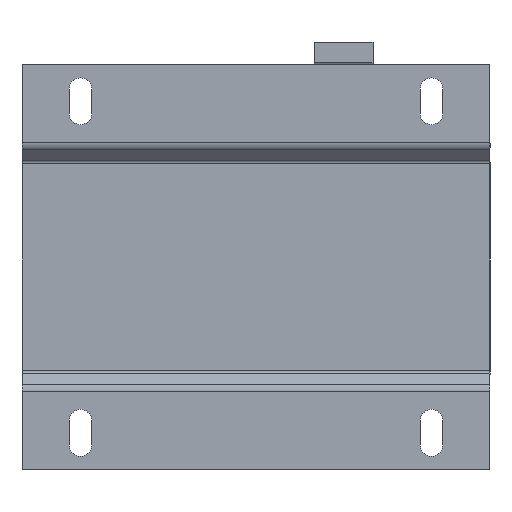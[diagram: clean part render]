
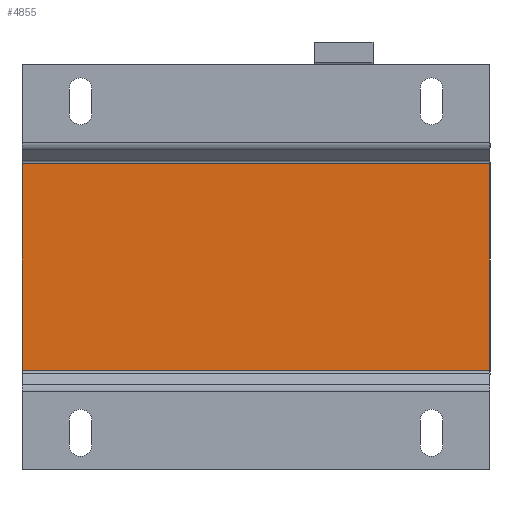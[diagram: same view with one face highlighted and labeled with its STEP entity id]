
A CAD part, front view. The second image highlights one B-rep face of the part: STEP entity #4855.
In plain terms, the highlighted planar face has unit normal (0, -1, 0).
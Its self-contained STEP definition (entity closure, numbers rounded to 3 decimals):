
#234 = VECTOR ( 'NONE', #2318, 1000. ) ;
#346 = CARTESIAN_POINT ( 'NONE',  ( -60., -51.5, -26.5 ) ) ;
#355 = DIRECTION ( 'NONE',  ( 1., 0., 0. ) ) ;
#652 = CARTESIAN_POINT ( 'NONE',  ( 0., -51.5, 26.5 ) ) ;
#1137 = CARTESIAN_POINT ( 'NONE',  ( 60., -51.5, -26.5 ) ) ;
#1300 = CARTESIAN_POINT ( 'NONE',  ( 0., -51.5, 0. ) ) ;
#1941 = PLANE ( 'NONE',  #3554 ) ;
#2214 = VECTOR ( 'NONE', #3695, 1000. ) ;
#2227 = VERTEX_POINT ( 'NONE', #3726 ) ;
#2318 = DIRECTION ( 'NONE',  ( 0., 0., 1. ) ) ;
#2474 = DIRECTION ( 'NONE',  ( 0., 0., -1. ) ) ;
#2871 = EDGE_CURVE ( 'Defeature ausgef�hrt1_77+Defeature ausgef�hrt1_78+Defeature ausgef�hrt1_97+Defeature ausgef�hrt1_84', #3450, #6827, #3239, .T. ) ;
#3239 = LINE ( 'NONE', #4862, #2214 ) ;
#3450 = VERTEX_POINT ( 'NONE', #6423 ) ;
#3534 = LINE ( 'NONE', #4588, #234 ) ;
#3554 = AXIS2_PLACEMENT_3D ( 'NONE', #1300, #6019, #2474 ) ;
#3583 = VECTOR ( 'NONE', #6516, 1000. ) ;
#3695 = DIRECTION ( 'NONE',  ( 0., 0., -1. ) ) ;
#3719 = ORIENTED_EDGE ( 'NONE', *, *, #5524, .T. ) ;
#3726 = CARTESIAN_POINT ( 'NONE',  ( -60., -51.5, 26.5 ) ) ;
#4086 = EDGE_LOOP ( 'NONE', ( #5792, #4716, #3719, #7008 ) ) ;
#4588 = CARTESIAN_POINT ( 'NONE',  ( -60., -51.5, -52. ) ) ;
#4716 = ORIENTED_EDGE ( 'NONE', *, *, #7388, .F. ) ;
#4855 = ADVANCED_FACE ( 'Defeature ausgef�hrt1_78', ( #6296 ), #1941, .F. ) ;
#4862 = CARTESIAN_POINT ( 'NONE',  ( 60., -51.5, -52. ) ) ;
#5524 = EDGE_CURVE ( 'Defeature ausgef�hrt1_78+Defeature ausgef�hrt1_85+Defeature ausgef�hrt1_76+Defeature ausgef�hrt1_77', #6070, #6827, #6659, .T. ) ;
#5560 = VECTOR ( 'NONE', #355, 1000. ) ;
#5564 = CARTESIAN_POINT ( 'NONE',  ( 0., -51.5, -26.5 ) ) ;
#5736 = EDGE_CURVE ( 'Defeature ausgef�hrt1_98+Defeature ausgef�hrt1_78+Defeature ausgef�hrt1_96+Defeature ausgef�hrt1_97', #2227, #3450, #6182, .T. ) ;
#5792 = ORIENTED_EDGE ( 'NONE', *, *, #5736, .F. ) ;
#6019 = DIRECTION ( 'NONE',  ( 0., 1., 0. ) ) ;
#6070 = VERTEX_POINT ( 'NONE', #346 ) ;
#6182 = LINE ( 'NONE', #652, #3583 ) ;
#6296 = FACE_OUTER_BOUND ( 'NONE', #4086, .T. ) ;
#6423 = CARTESIAN_POINT ( 'NONE',  ( 60., -51.5, 26.5 ) ) ;
#6516 = DIRECTION ( 'NONE',  ( 1., 0., 0. ) ) ;
#6659 = LINE ( 'NONE', #5564, #5560 ) ;
#6827 = VERTEX_POINT ( 'NONE', #1137 ) ;
#7008 = ORIENTED_EDGE ( 'NONE', *, *, #2871, .F. ) ;
#7388 = EDGE_CURVE ( 'Defeature ausgef�hrt1_76+Defeature ausgef�hrt1_78+Defeature ausgef�hrt1_83+Defeature ausgef�hrt1_96', #6070, #2227, #3534, .T. ) ;
